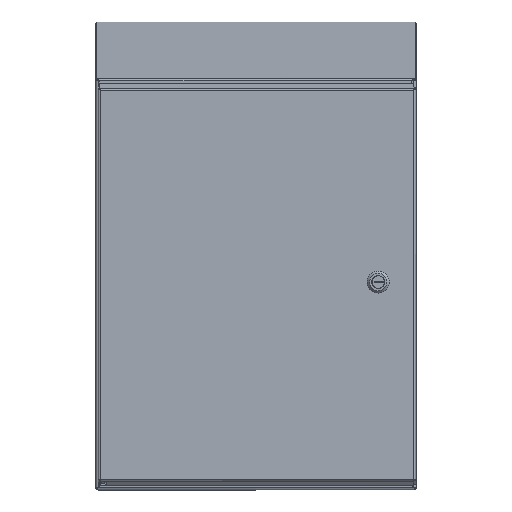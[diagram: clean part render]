
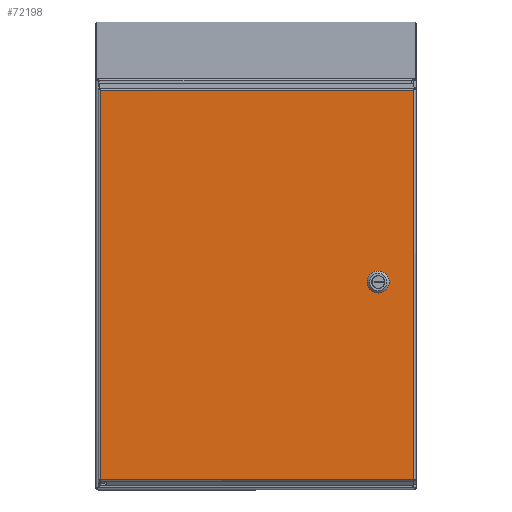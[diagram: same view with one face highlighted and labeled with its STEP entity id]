
A CAD part, top view. The second image highlights one B-rep face of the part: STEP entity #72198.
In plain terms, the highlighted planar face has unit normal (0, 0, 1).
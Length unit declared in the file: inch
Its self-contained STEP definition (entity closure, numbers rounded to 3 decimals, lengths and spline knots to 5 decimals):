
#651 = EDGE_CURVE ( 'NONE', #77303, #12519, #2385, .T. ) ;
#762 = VERTEX_POINT ( 'NONE', #77035 ) ;
#949 = ORIENTED_EDGE ( 'NONE', *, *, #55256, .T. ) ;
#1175 = DIRECTION ( 'NONE',  ( -1., 0., 0. ) ) ;
#1527 = CARTESIAN_POINT ( 'NONE',  ( -7.78818, -11.14001, 8.8865 ) ) ;
#2385 = LINE ( 'NONE', #37654, #55234 ) ;
#3488 = EDGE_CURVE ( 'NONE', #15162, #77303, #5181, .T. ) ;
#4075 = DIRECTION ( 'NONE',  ( 1., 0., 0. ) ) ;
#4380 = DIRECTION ( 'NONE',  ( -1., 0., 0. ) ) ;
#4918 = LINE ( 'NONE', #28154, #67597 ) ;
#5181 = CIRCLE ( 'NONE', #9849, 0.453 ) ;
#5318 = EDGE_CURVE ( 'NONE', #12519, #17538, #45015, .T. ) ;
#5809 = CARTESIAN_POINT ( 'NONE',  ( 6.10654, -1.29179, 8.8865 ) ) ;
#7200 = DIRECTION ( 'NONE',  ( 0., 0., -1. ) ) ;
#7630 = FACE_OUTER_BOUND ( 'NONE', #63316, .T. ) ;
#7665 = VERTEX_POINT ( 'NONE', #54570 ) ;
#9293 = ORIENTED_EDGE ( 'NONE', *, *, #15030, .T. ) ;
#9849 = AXIS2_PLACEMENT_3D ( 'NONE', #41870, #22480, #4380 ) ;
#9950 = AXIS2_PLACEMENT_3D ( 'NONE', #5809, #62436, #19179 ) ;
#11095 = VERTEX_POINT ( 'NONE', #39169 ) ;
#11870 = CARTESIAN_POINT ( 'NONE',  ( 6.50607, -1.5054, 8.8865 ) ) ;
#12519 = VERTEX_POINT ( 'NONE', #23976 ) ;
#15030 = EDGE_CURVE ( 'NONE', #70564, #11095, #44616, .T. ) ;
#15162 = VERTEX_POINT ( 'NONE', #34550 ) ;
#16384 = FACE_BOUND ( 'NONE', #50106, .T. ) ;
#17538 = VERTEX_POINT ( 'NONE', #58203 ) ;
#17926 = CARTESIAN_POINT ( 'NONE',  ( 0.04407, -11.14001, 8.8865 ) ) ;
#18134 = CARTESIAN_POINT ( 'NONE',  ( -7.78818, 8.30634, 8.8865 ) ) ;
#19179 = DIRECTION ( 'NONE',  ( -1., 0., 0. ) ) ;
#19649 = VERTEX_POINT ( 'NONE', #1527 ) ;
#22480 = DIRECTION ( 'NONE',  ( 0., 0., -1. ) ) ;
#22705 = CARTESIAN_POINT ( 'NONE',  ( 6.32019, -0.89233, 8.8865 ) ) ;
#23976 = CARTESIAN_POINT ( 'NONE',  ( 5.70707, -1.07827, 8.8865 ) ) ;
#24776 = AXIS2_PLACEMENT_3D ( 'NONE', #54163, #53895, #35565 ) ;
#25115 = DIRECTION ( 'NONE',  ( 0., 1., 0. ) ) ;
#25314 = LINE ( 'NONE', #31936, #58519 ) ;
#25879 = VECTOR ( 'NONE', #80037, 39.37008 ) ;
#27818 = ORIENTED_EDGE ( 'NONE', *, *, #38375, .T. ) ;
#28154 = CARTESIAN_POINT ( 'NONE',  ( 6.50607, -1.5054, 8.8865 ) ) ;
#29257 = CARTESIAN_POINT ( 'NONE',  ( 7.87632, -11.14001, 8.8865 ) ) ;
#29934 = CARTESIAN_POINT ( 'NONE',  ( 0.04407, 8.30634, 8.8865 ) ) ;
#31503 = CARTESIAN_POINT ( 'NONE',  ( 7.87632, 8.30634, 8.8865 ) ) ;
#31921 = AXIS2_PLACEMENT_3D ( 'NONE', #69608, #7200, #1175 ) ;
#31936 = CARTESIAN_POINT ( 'NONE',  ( 7.87632, -1.41683, 8.8865 ) ) ;
#32843 = EDGE_CURVE ( 'NONE', #7665, #762, #45166, .T. ) ;
#34550 = CARTESIAN_POINT ( 'NONE',  ( 5.89301, -1.69133, 8.8865 ) ) ;
#35523 = EDGE_CURVE ( 'NONE', #17538, #7665, #78327, .T. ) ;
#35565 = DIRECTION ( 'NONE',  ( 1., 0., 0. ) ) ;
#36155 = VECTOR ( 'NONE', #64252, 39.37008 ) ;
#36205 = AXIS2_PLACEMENT_3D ( 'NONE', #46546, #39220, #52835 ) ;
#36692 = EDGE_CURVE ( 'NONE', #61393, #19649, #76975, .T. ) ;
#36839 = VECTOR ( 'NONE', #66818, 39.37008 ) ;
#37654 = CARTESIAN_POINT ( 'NONE',  ( 5.70707, -1.07827, 8.8865 ) ) ;
#38188 = DIRECTION ( 'NONE',  ( 0., 1., 0. ) ) ;
#38209 = ORIENTED_EDGE ( 'NONE', *, *, #36692, .T. ) ;
#38375 = EDGE_CURVE ( 'NONE', #19649, #50560, #42134, .T. ) ;
#39169 = CARTESIAN_POINT ( 'NONE',  ( 6.32013, -1.69133, 8.8865 ) ) ;
#39220 = DIRECTION ( 'NONE',  ( 0., 0., -1. ) ) ;
#40024 = ORIENTED_EDGE ( 'NONE', *, *, #35523, .T. ) ;
#40856 = CARTESIAN_POINT ( 'NONE',  ( 5.70707, -1.5054, 8.8865 ) ) ;
#41870 = CARTESIAN_POINT ( 'NONE',  ( 6.10657, -1.29183, 8.8865 ) ) ;
#42134 = LINE ( 'NONE', #17926, #44096 ) ;
#44096 = VECTOR ( 'NONE', #58122, 39.37008 ) ;
#44616 = CIRCLE ( 'NONE', #31921, 0.453 ) ;
#45015 = CIRCLE ( 'NONE', #36205, 0.453 ) ;
#45166 = CIRCLE ( 'NONE', #9950, 0.453 ) ;
#46546 = CARTESIAN_POINT ( 'NONE',  ( 6.10654, -1.29188, 8.8865 ) ) ;
#47072 = ORIENTED_EDGE ( 'NONE', *, *, #81271, .T. ) ;
#47402 = LINE ( 'NONE', #29934, #25879 ) ;
#48716 = CARTESIAN_POINT ( 'NONE',  ( -7.78818, -1.41683, 8.8865 ) ) ;
#50106 = EDGE_LOOP ( 'NONE', ( #53400, #40024, #67288, #949, #9293, #56314, #80880, #57392 ) ) ;
#50560 = VERTEX_POINT ( 'NONE', #29257 ) ;
#51876 = CARTESIAN_POINT ( 'NONE',  ( 5.89301, -1.69133, 8.8865 ) ) ;
#52835 = DIRECTION ( 'NONE',  ( -1., 0., 0. ) ) ;
#53400 = ORIENTED_EDGE ( 'NONE', *, *, #5318, .T. ) ;
#53895 = DIRECTION ( 'NONE',  ( 0., 0., 1. ) ) ;
#54163 = CARTESIAN_POINT ( 'NONE',  ( 0.04407, -1.41683, 8.8865 ) ) ;
#54426 = PLANE ( 'NONE',  #24776 ) ;
#54570 = CARTESIAN_POINT ( 'NONE',  ( 6.32019, -0.89233, 8.8865 ) ) ;
#55234 = VECTOR ( 'NONE', #25115, 39.37008 ) ;
#55256 = EDGE_CURVE ( 'NONE', #762, #70564, #4918, .T. ) ;
#56314 = ORIENTED_EDGE ( 'NONE', *, *, #80530, .T. ) ;
#57392 = ORIENTED_EDGE ( 'NONE', *, *, #651, .T. ) ;
#58122 = DIRECTION ( 'NONE',  ( 1., 0., 0. ) ) ;
#58203 = CARTESIAN_POINT ( 'NONE',  ( 5.89307, -0.89233, 8.8865 ) ) ;
#58519 = VECTOR ( 'NONE', #38188, 39.37008 ) ;
#59417 = ORIENTED_EDGE ( 'NONE', *, *, #80932, .T. ) ;
#61393 = VERTEX_POINT ( 'NONE', #18134 ) ;
#61607 = LINE ( 'NONE', #51876, #36155 ) ;
#62436 = DIRECTION ( 'NONE',  ( 0., 0., -1. ) ) ;
#63022 = VERTEX_POINT ( 'NONE', #31503 ) ;
#63316 = EDGE_LOOP ( 'NONE', ( #47072, #38209, #27818, #59417 ) ) ;
#64252 = DIRECTION ( 'NONE',  ( -1., 0., 0. ) ) ;
#65342 = DIRECTION ( 'NONE',  ( 0., -1., 0. ) ) ;
#66818 = DIRECTION ( 'NONE',  ( 0., -1., 0. ) ) ;
#67288 = ORIENTED_EDGE ( 'NONE', *, *, #32843, .T. ) ;
#67597 = VECTOR ( 'NONE', #65342, 39.37008 ) ;
#69608 = CARTESIAN_POINT ( 'NONE',  ( 6.10657, -1.29183, 8.8865 ) ) ;
#70564 = VERTEX_POINT ( 'NONE', #11870 ) ;
#71449 = VECTOR ( 'NONE', #4075, 39.37008 ) ;
#72198 = ADVANCED_FACE ( 'NONE', ( #16384, #7630 ), #54426, .T. ) ;
#76975 = LINE ( 'NONE', #48716, #36839 ) ;
#77035 = CARTESIAN_POINT ( 'NONE',  ( 6.50607, -1.07827, 8.8865 ) ) ;
#77303 = VERTEX_POINT ( 'NONE', #40856 ) ;
#78327 = LINE ( 'NONE', #22705, #71449 ) ;
#80037 = DIRECTION ( 'NONE',  ( -1., 0., 0. ) ) ;
#80530 = EDGE_CURVE ( 'NONE', #11095, #15162, #61607, .T. ) ;
#80880 = ORIENTED_EDGE ( 'NONE', *, *, #3488, .T. ) ;
#80932 = EDGE_CURVE ( 'NONE', #50560, #63022, #25314, .T. ) ;
#81271 = EDGE_CURVE ( 'NONE', #63022, #61393, #47402, .T. ) ;
